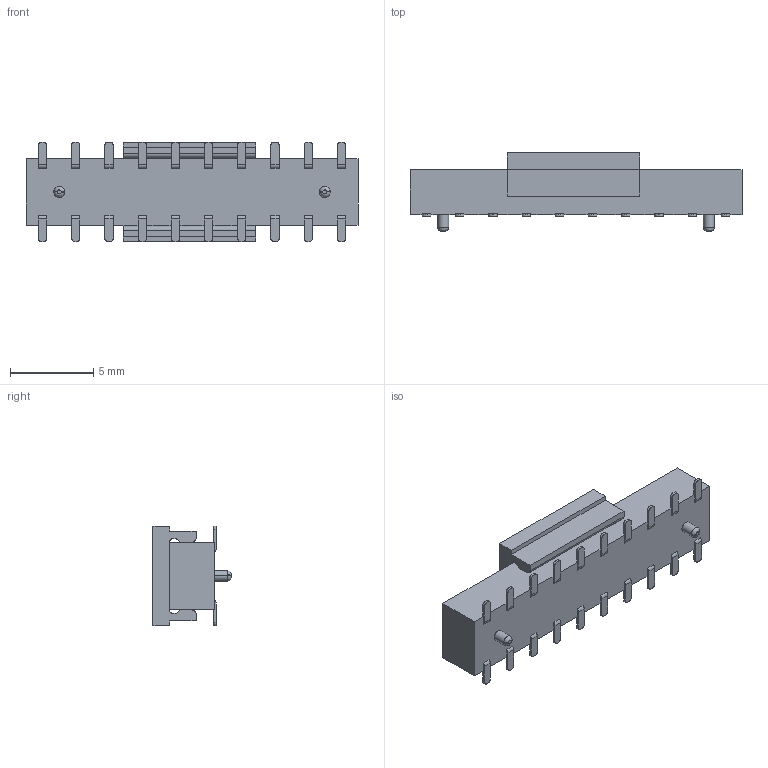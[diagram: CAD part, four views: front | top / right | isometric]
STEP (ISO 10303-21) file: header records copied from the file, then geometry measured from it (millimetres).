
FILE_DESCRIPTION( ('This file contains a STEP AP42 implementation' ,'as created by ZW3D STEP Interface translator.') ,'2;1' );
FILE_NAME( '2227T-2XXMXXCUNX2.stp' ,'23 412.144020', (''), ('ZWCAD Software Co.'), 'Version 1.0', 'ZW3D to STEP translator', '' );
FILE_SCHEMA(('AUTOMOTIVE_DESIGN { 1 0 10303 214 1 1 1 1 }'));
Length unit declared in the file: millimetre
Products named in the file (2): 0; 2227T-220MXXCUNX2
Bounding box: 20 x 4.71 x 6.01 mm (x, y, z)
Volume: 2 mm3; surface area: 677.9 mm2
Topology: 1 solids, 5 shells, 1372 faces, 3925 edges, 2545 vertices
Faces by surface type: plane 812, cylinder 292, bspline 268
Entity records: 74186 total; most frequent: CARTESIAN_POINT 38388, ORIENTED_EDGE 9538, EDGE_CURVE 4744, B_SPLINE_CURVE_WITH_KNOTS 4030, DIRECTION 3444, VERTEX_POINT 3073, EDGE_LOOP 1720, FACE_OUTER_BOUND 1674
